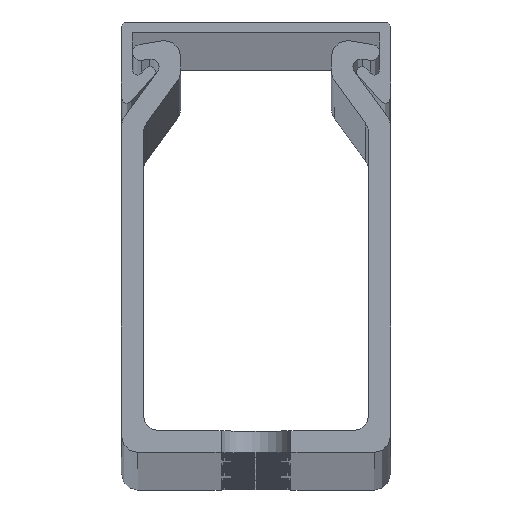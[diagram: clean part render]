
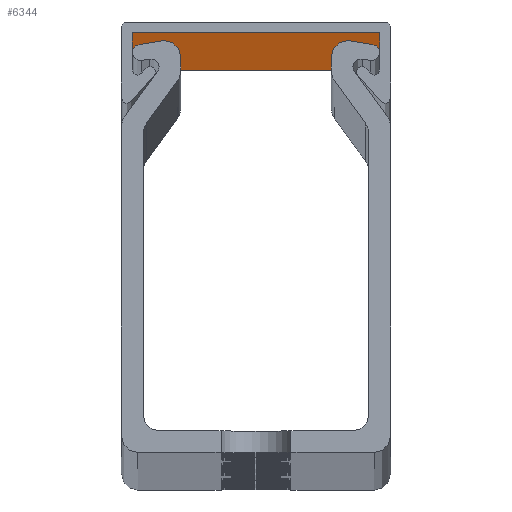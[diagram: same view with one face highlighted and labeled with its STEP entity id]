
A CAD part, top view. The second image highlights one B-rep face of the part: STEP entity #6344.
In plain terms, the highlighted planar face has unit normal (0, -1, 0).
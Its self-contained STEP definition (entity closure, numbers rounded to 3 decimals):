
#395 = EDGE_CURVE ( 'NONE', #15587, #6795, #7142, .T. ) ;
#1001 = FACE_OUTER_BOUND ( 'NONE', #6057, .T. ) ;
#1014 = DIRECTION ( 'NONE',  ( -1., 0., 0. ) ) ;
#1170 = VECTOR ( 'NONE', #1014, 1000. ) ;
#1527 = VECTOR ( 'NONE', #1745, 1000. ) ;
#1745 = DIRECTION ( 'NONE',  ( 0., 0., -1. ) ) ;
#3349 = ORIENTED_EDGE ( 'NONE', *, *, #8949, .T. ) ;
#3528 = DIRECTION ( 'NONE',  ( 0., 0., 1. ) ) ;
#3965 = EDGE_CURVE ( 'NONE', #7635, #4473, #6386, .T. ) ;
#4143 = LINE ( 'NONE', #8977, #16083 ) ;
#4473 = VERTEX_POINT ( 'NONE', #10827 ) ;
#5051 = ORIENTED_EDGE ( 'NONE', *, *, #12199, .F. ) ;
#6057 = EDGE_LOOP ( 'NONE', ( #5051, #14884, #3349, #11636 ) ) ;
#6344 = ADVANCED_FACE ( 'NONE', ( #1001 ), #9921, .F. ) ;
#6386 = LINE ( 'NONE', #9002, #11012 ) ;
#6598 = DIRECTION ( 'NONE',  ( 0., 0., -1. ) ) ;
#6795 = VERTEX_POINT ( 'NONE', #10967 ) ;
#7142 = LINE ( 'NONE', #12139, #1170 ) ;
#7635 = VERTEX_POINT ( 'NONE', #11083 ) ;
#8949 = EDGE_CURVE ( 'NONE', #6795, #7635, #9111, .T. ) ;
#8977 = CARTESIAN_POINT ( 'NONE',  ( 11.5, 39., 1026.373 ) ) ;
#9002 = CARTESIAN_POINT ( 'NONE',  ( -11.5, 39., -1000. ) ) ;
#9111 = LINE ( 'NONE', #15315, #1527 ) ;
#9921 = PLANE ( 'NONE',  #13820 ) ;
#10827 = CARTESIAN_POINT ( 'NONE',  ( 11.5, 39., -1000. ) ) ;
#10967 = CARTESIAN_POINT ( 'NONE',  ( -11.5, 39., 1000. ) ) ;
#11012 = VECTOR ( 'NONE', #14076, 1000. ) ;
#11083 = CARTESIAN_POINT ( 'NONE',  ( -11.5, 39., -1000. ) ) ;
#11636 = ORIENTED_EDGE ( 'NONE', *, *, #3965, .T. ) ;
#12139 = CARTESIAN_POINT ( 'NONE',  ( -11.5, 39., 1000. ) ) ;
#12199 = EDGE_CURVE ( 'NONE', #15587, #4473, #4143, .T. ) ;
#13820 = AXIS2_PLACEMENT_3D ( 'NONE', #14907, #13849, #3528 ) ;
#13849 = DIRECTION ( 'NONE',  ( 0., 1., 0. ) ) ;
#14076 = DIRECTION ( 'NONE',  ( 1., 0., 0. ) ) ;
#14884 = ORIENTED_EDGE ( 'NONE', *, *, #395, .T. ) ;
#14907 = CARTESIAN_POINT ( 'NONE',  ( -11.5, 39., 1026.373 ) ) ;
#15313 = CARTESIAN_POINT ( 'NONE',  ( 11.5, 39., 1000. ) ) ;
#15315 = CARTESIAN_POINT ( 'NONE',  ( -11.5, 39., 1026.373 ) ) ;
#15587 = VERTEX_POINT ( 'NONE', #15313 ) ;
#16083 = VECTOR ( 'NONE', #6598, 1000. ) ;
